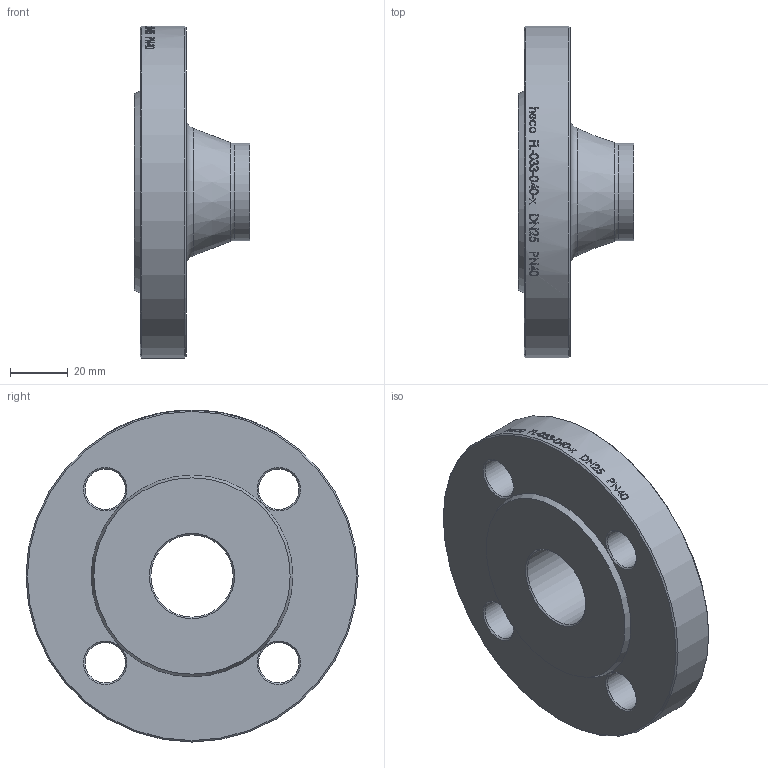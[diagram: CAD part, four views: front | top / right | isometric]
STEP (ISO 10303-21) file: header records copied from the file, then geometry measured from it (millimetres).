
FILE_DESCRIPTION (( 'STEP AP214' ), '1' );
FILE_NAME ('FL-033-040-x Vorschweissflansch PN40 DN25 iso DIN2635 2009.STEP', '2020-09-24T09:59:34', ( '' ), ( '' ), 'SwSTEP 2.0', 'SolidWorks 2019', '' );
FILE_SCHEMA (( 'AUTOMOTIVE_DESIGN' ));
Length unit declared in the file: millimetre
Products named in the file (1): FL-033-040-x Vorschweissflansch PN40 DN25 iso DIN2635 2009
Bounding box: 40 x 115 x 115 mm (x, y, z)
Volume: 163866.8 mm3; surface area: 32298.3 mm2
Topology: 1 solids, 1 shells, 60 faces, 318 edges, 295 vertices
Faces by surface type: cylinder 41, cone 13, plane 4, torus 2
Full cylindrical faces by diameter (mm): 14 x4, 28.5 x1, 33.7 x1, 115 x1
Entity records: 6858 total; most frequent: CARTESIAN_POINT 4197, ORIENTED_EDGE 574, DIRECTION 350, EDGE_CURVE 287, VERTEX_POINT 287, AXIS2_PLACEMENT_3D 152, B_SPLINE_CURVE_WITH_KNOTS 150, EDGE_LOOP 128
